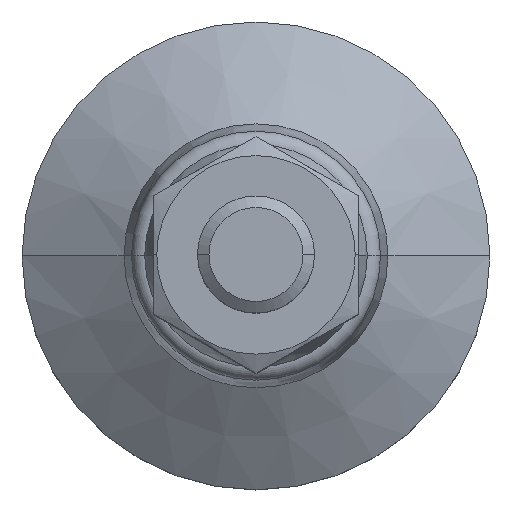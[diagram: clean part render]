
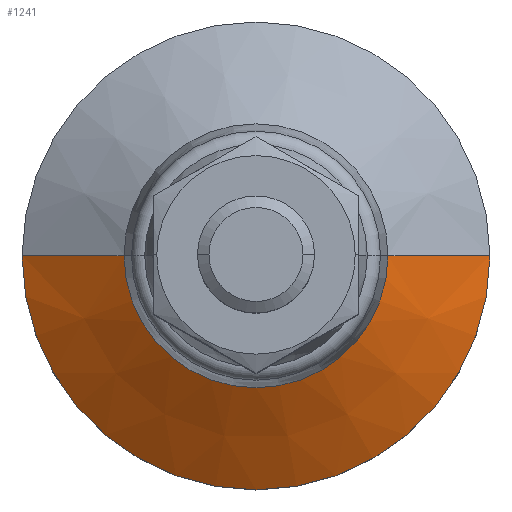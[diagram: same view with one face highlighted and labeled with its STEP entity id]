
A CAD part, top view. The second image highlights one B-rep face of the part: STEP entity #1241.
In plain terms, the highlighted conical face has half-angle 57.291 degrees and reference radius 9.931 mm.
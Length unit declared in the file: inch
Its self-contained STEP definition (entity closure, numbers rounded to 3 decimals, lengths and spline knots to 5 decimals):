
#1183=CARTESIAN_POINT('',(0.282,0.,0.328));
#1184=VERTEX_POINT('',#1183);
#1192=CARTESIAN_POINT('',(-0.282,0.,0.328));
#1193=VERTEX_POINT('',#1192);
#1200=CARTESIAN_POINT('',(0.0,0.,0.328));
#1201=DIRECTION('',(0.0,0.0,1.0));
#1202=DIRECTION('',(1.0,0.0,0.0));
#1203=AXIS2_PLACEMENT_3D('',#1200,#1201,#1202);
#1204=CIRCLE('',#1203,0.282);
#1205=EDGE_CURVE('',#1193,#1184,#1204,.T.);
#1210=CARTESIAN_POINT('',(0.0,0.,0.258));
#1211=DIRECTION('',(0.0,0.,-1.0));
#1212=DIRECTION('',(1.0,0.0,0.0));
#1213=AXIS2_PLACEMENT_3D('',#1210,#1211,#1212);
#1214=CONICAL_SURFACE('',#1213,0.391,57.291);
#1215=CARTESIAN_POINT('',(0.5,0.,0.188));
#1216=VERTEX_POINT('',#1215);
#1217=CARTESIAN_POINT('',(0.282,0.,0.328));
#1218=DIRECTION('',(0.841,0.,-0.54));
#1219=VECTOR('',#1218,0.25908);
#1220=LINE('',#1217,#1219);
#1221=EDGE_CURVE('',#1184,#1216,#1220,.T.);
#1222=ORIENTED_EDGE('',*,*,#1221,.F.);
#1223=ORIENTED_EDGE('',*,*,#1205,.F.);
#1224=CARTESIAN_POINT('',(-0.5,0.,0.188));
#1225=VERTEX_POINT('',#1224);
#1226=CARTESIAN_POINT('',(-0.282,0.,0.328));
#1227=DIRECTION('',(-0.841,0.,-0.54));
#1228=VECTOR('',#1227,0.25908);
#1229=LINE('',#1226,#1228);
#1230=EDGE_CURVE('',#1193,#1225,#1229,.T.);
#1231=ORIENTED_EDGE('',*,*,#1230,.T.);
#1232=CARTESIAN_POINT('',(0.0,0.,0.188));
#1233=DIRECTION('',(0.0,0.0,1.0));
#1234=DIRECTION('',(1.0,0.0,0.0));
#1235=AXIS2_PLACEMENT_3D('',#1232,#1233,#1234);
#1236=CIRCLE('',#1235,0.5);
#1237=EDGE_CURVE('',#1225,#1216,#1236,.T.);
#1238=ORIENTED_EDGE('',*,*,#1237,.T.);
#1239=EDGE_LOOP('',(#1222,#1223,#1231,#1238));
#1240=FACE_OUTER_BOUND('',#1239,.T.);
#1241=ADVANCED_FACE('',(#1240),#1214,.T.);
